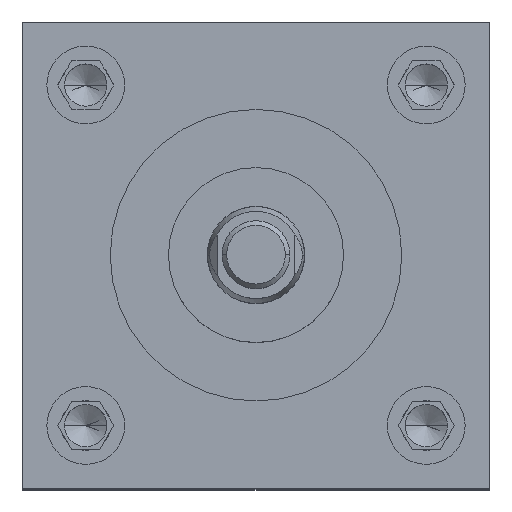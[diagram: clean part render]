
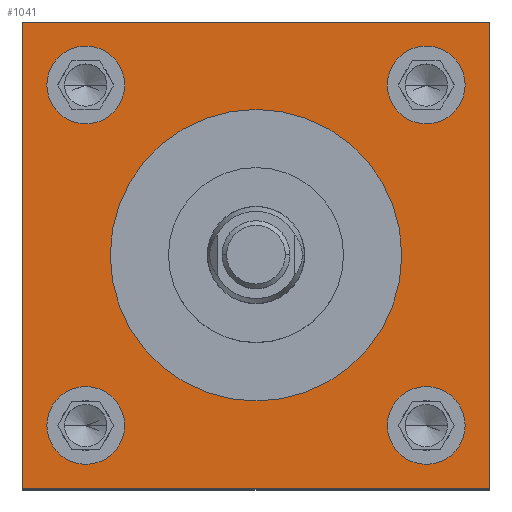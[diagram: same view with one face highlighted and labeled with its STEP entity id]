
A CAD part, top view. The second image highlights one B-rep face of the part: STEP entity #1041.
In plain terms, the highlighted planar face has unit normal (0, 0, 1).
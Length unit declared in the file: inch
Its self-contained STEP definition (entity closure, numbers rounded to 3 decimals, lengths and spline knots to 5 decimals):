
#26 = VERTEX_POINT ( 'NONE', #1345 ) ;
#137 = CARTESIAN_POINT ( 'NONE',  ( -1.5, -1.5, 5.75 ) ) ;
#156 = LINE ( 'NONE', #185, #4154 ) ;
#167 = FACE_BOUND ( 'NONE', #1520, .T. ) ;
#185 = CARTESIAN_POINT ( 'NONE',  ( -1.5, -1.5, 5.75 ) ) ;
#557 = LINE ( 'NONE', #4818, #3511 ) ;
#563 = ORIENTED_EDGE ( 'NONE', *, *, #704, .F. ) ;
#596 = CARTESIAN_POINT ( 'NONE',  ( -1.095, 1.095, 5.75 ) ) ;
#608 = VECTOR ( 'NONE', #3811, 39.37008 ) ;
#704 = EDGE_CURVE ( 'NONE', #6221, #6137, #2218, .T. ) ;
#708 = CARTESIAN_POINT ( 'NONE',  ( -0.845, 1.095, 5.75 ) ) ;
#739 = DIRECTION ( 'NONE',  ( 1., 0., 0. ) ) ;
#756 = CARTESIAN_POINT ( 'NONE',  ( 1.5, -1.5, 5.75 ) ) ;
#858 = EDGE_CURVE ( 'NONE', #26, #2911, #4468, .T. ) ;
#949 = AXIS2_PLACEMENT_3D ( 'NONE', #4952, #4465, #5391 ) ;
#996 = ORIENTED_EDGE ( 'NONE', *, *, #858, .F. ) ;
#1041 = ADVANCED_FACE ( 'NONE', ( #1648, #167, #5025, #5994, #4006, #4931 ), #3084, .F. ) ;
#1046 = CARTESIAN_POINT ( 'NONE',  ( -1.095, -1.095, 5.75 ) ) ;
#1052 = CARTESIAN_POINT ( 'NONE',  ( 1.345, 1.095, 5.75 ) ) ;
#1097 = CARTESIAN_POINT ( 'NONE',  ( -0.845, -1.095, 5.75 ) ) ;
#1170 = DIRECTION ( 'NONE',  ( 0., 0., 1. ) ) ;
#1247 = CARTESIAN_POINT ( 'NONE',  ( 1.095, 1.095, 5.75 ) ) ;
#1279 = AXIS2_PLACEMENT_3D ( 'NONE', #5029, #2685, #5094 ) ;
#1332 = EDGE_CURVE ( 'NONE', #3141, #4576, #4861, .T. ) ;
#1345 = CARTESIAN_POINT ( 'NONE',  ( 0.845, -1.095, 5.75 ) ) ;
#1520 = EDGE_LOOP ( 'NONE', ( #2984, #3383 ) ) ;
#1607 = DIRECTION ( 'NONE',  ( 0., -1., 0. ) ) ;
#1634 = ORIENTED_EDGE ( 'NONE', *, *, #2752, .F. ) ;
#1648 = FACE_BOUND ( 'NONE', #4312, .T. ) ;
#1658 = AXIS2_PLACEMENT_3D ( 'NONE', #6115, #4624, #1763 ) ;
#1687 = CARTESIAN_POINT ( 'NONE',  ( -1.5, -1.5, 5.75 ) ) ;
#1763 = DIRECTION ( 'NONE',  ( 1., 0., 0. ) ) ;
#1810 = ORIENTED_EDGE ( 'NONE', *, *, #3562, .F. ) ;
#1817 = CIRCLE ( 'NONE', #2026, 0.25 ) ;
#1865 = CARTESIAN_POINT ( 'NONE',  ( -1.5, 1.5, 5.75 ) ) ;
#1911 = VERTEX_POINT ( 'NONE', #1097 ) ;
#1971 = EDGE_CURVE ( 'NONE', #4838, #5002, #4140, .T. ) ;
#2005 = VERTEX_POINT ( 'NONE', #708 ) ;
#2026 = AXIS2_PLACEMENT_3D ( 'NONE', #3202, #5178, #4696 ) ;
#2028 = DIRECTION ( 'NONE',  ( 0., 0., -1. ) ) ;
#2076 = AXIS2_PLACEMENT_3D ( 'NONE', #2939, #3381, #4417 ) ;
#2103 = DIRECTION ( 'NONE',  ( 1., 0., 0. ) ) ;
#2144 = DIRECTION ( 'NONE',  ( 0., 0., 1. ) ) ;
#2218 = CIRCLE ( 'NONE', #3011, 0.9375 ) ;
#2230 = VERTEX_POINT ( 'NONE', #3917 ) ;
#2271 = CIRCLE ( 'NONE', #2076, 0.25 ) ;
#2479 = DIRECTION ( 'NONE',  ( 0., 1., 0. ) ) ;
#2545 = CARTESIAN_POINT ( 'NONE',  ( 1.095, 1.095, 5.75 ) ) ;
#2561 = CARTESIAN_POINT ( 'NONE',  ( -0.9375, 0., 5.75 ) ) ;
#2582 = DIRECTION ( 'NONE',  ( 1., 0., 0. ) ) ;
#2615 = EDGE_CURVE ( 'NONE', #1911, #5249, #4866, .T. ) ;
#2685 = DIRECTION ( 'NONE',  ( 0., 0., 1. ) ) ;
#2749 = CIRCLE ( 'NONE', #949, 0.9375 ) ;
#2752 = EDGE_CURVE ( 'NONE', #2230, #2005, #4011, .T. ) ;
#2838 = DIRECTION ( 'NONE',  ( 0., 0., 1. ) ) ;
#2911 = VERTEX_POINT ( 'NONE', #4177 ) ;
#2921 = EDGE_CURVE ( 'NONE', #5249, #1911, #1817, .T. ) ;
#2937 = AXIS2_PLACEMENT_3D ( 'NONE', #1046, #2838, #4349 ) ;
#2939 = CARTESIAN_POINT ( 'NONE',  ( 1.095, -1.095, 5.75 ) ) ;
#2946 = ORIENTED_EDGE ( 'NONE', *, *, #2615, .F. ) ;
#2958 = ORIENTED_EDGE ( 'NONE', *, *, #1971, .T. ) ;
#2984 = ORIENTED_EDGE ( 'NONE', *, *, #5609, .F. ) ;
#3011 = AXIS2_PLACEMENT_3D ( 'NONE', #5050, #1170, #2582 ) ;
#3084 = PLANE ( 'NONE',  #3964 ) ;
#3120 = CARTESIAN_POINT ( 'NONE',  ( -1.5, 1.5, 5.75 ) ) ;
#3141 = VERTEX_POINT ( 'NONE', #4034 ) ;
#3171 = EDGE_LOOP ( 'NONE', ( #2946, #5394 ) ) ;
#3202 = CARTESIAN_POINT ( 'NONE',  ( -1.095, -1.095, 5.75 ) ) ;
#3249 = EDGE_LOOP ( 'NONE', ( #4651, #1634 ) ) ;
#3381 = DIRECTION ( 'NONE',  ( 0., 0., 1. ) ) ;
#3383 = ORIENTED_EDGE ( 'NONE', *, *, #3509, .F. ) ;
#3509 = EDGE_CURVE ( 'NONE', #4711, #4797, #3895, .T. ) ;
#3511 = VECTOR ( 'NONE', #2479, 39.37008 ) ;
#3562 = EDGE_CURVE ( 'NONE', #6137, #6221, #2749, .T. ) ;
#3573 = EDGE_CURVE ( 'NONE', #4576, #4838, #156, .T. ) ;
#3686 = CARTESIAN_POINT ( 'NONE',  ( 0.9375, 0., 5.75 ) ) ;
#3811 = DIRECTION ( 'NONE',  ( -1., 0., 0. ) ) ;
#3895 = CIRCLE ( 'NONE', #6215, 0.25 ) ;
#3917 = CARTESIAN_POINT ( 'NONE',  ( -1.345, 1.095, 5.75 ) ) ;
#3964 = AXIS2_PLACEMENT_3D ( 'NONE', #4995, #2028, #5434 ) ;
#4006 = FACE_BOUND ( 'NONE', #4661, .T. ) ;
#4011 = CIRCLE ( 'NONE', #4515, 0.25 ) ;
#4034 = CARTESIAN_POINT ( 'NONE',  ( 1.5, 1.5, 5.75 ) ) ;
#4140 = LINE ( 'NONE', #1687, #5962 ) ;
#4154 = VECTOR ( 'NONE', #1607, 39.37008 ) ;
#4177 = CARTESIAN_POINT ( 'NONE',  ( 1.345, -1.095, 5.75 ) ) ;
#4219 = AXIS2_PLACEMENT_3D ( 'NONE', #1247, #4582, #2103 ) ;
#4277 = ORIENTED_EDGE ( 'NONE', *, *, #4383, .F. ) ;
#4312 = EDGE_LOOP ( 'NONE', ( #4277, #996 ) ) ;
#4349 = DIRECTION ( 'NONE',  ( 1., 0., 0. ) ) ;
#4383 = EDGE_CURVE ( 'NONE', #2911, #26, #2271, .T. ) ;
#4417 = DIRECTION ( 'NONE',  ( 1., 0., 0. ) ) ;
#4425 = CIRCLE ( 'NONE', #4219, 0.25 ) ;
#4429 = EDGE_LOOP ( 'NONE', ( #4827, #2958, #5068, #5028 ) ) ;
#4465 = DIRECTION ( 'NONE',  ( 0., 0., 1. ) ) ;
#4468 = CIRCLE ( 'NONE', #1658, 0.25 ) ;
#4496 = CARTESIAN_POINT ( 'NONE',  ( -1.345, -1.095, 5.75 ) ) ;
#4505 = EDGE_CURVE ( 'NONE', #2005, #2230, #6198, .T. ) ;
#4515 = AXIS2_PLACEMENT_3D ( 'NONE', #596, #2144, #5876 ) ;
#4576 = VERTEX_POINT ( 'NONE', #3120 ) ;
#4582 = DIRECTION ( 'NONE',  ( 0., 0., 1. ) ) ;
#4624 = DIRECTION ( 'NONE',  ( 0., 0., 1. ) ) ;
#4651 = ORIENTED_EDGE ( 'NONE', *, *, #4505, .F. ) ;
#4661 = EDGE_LOOP ( 'NONE', ( #563, #1810 ) ) ;
#4696 = DIRECTION ( 'NONE',  ( 1., 0., 0. ) ) ;
#4711 = VERTEX_POINT ( 'NONE', #4778 ) ;
#4778 = CARTESIAN_POINT ( 'NONE',  ( 0.845, 1.095, 5.75 ) ) ;
#4797 = VERTEX_POINT ( 'NONE', #1052 ) ;
#4818 = CARTESIAN_POINT ( 'NONE',  ( 1.5, -1.5, 5.75 ) ) ;
#4827 = ORIENTED_EDGE ( 'NONE', *, *, #3573, .T. ) ;
#4838 = VERTEX_POINT ( 'NONE', #137 ) ;
#4861 = LINE ( 'NONE', #1865, #608 ) ;
#4866 = CIRCLE ( 'NONE', #2937, 0.25 ) ;
#4931 = FACE_OUTER_BOUND ( 'NONE', #4429, .T. ) ;
#4952 = CARTESIAN_POINT ( 'NONE',  ( 0., 0., 5.75 ) ) ;
#4995 = CARTESIAN_POINT ( 'NONE',  ( -1.5, 1.5, 5.75 ) ) ;
#5002 = VERTEX_POINT ( 'NONE', #756 ) ;
#5025 = FACE_BOUND ( 'NONE', #3171, .T. ) ;
#5028 = ORIENTED_EDGE ( 'NONE', *, *, #1332, .T. ) ;
#5029 = CARTESIAN_POINT ( 'NONE',  ( -1.095, 1.095, 5.75 ) ) ;
#5050 = CARTESIAN_POINT ( 'NONE',  ( 0., 0., 5.75 ) ) ;
#5068 = ORIENTED_EDGE ( 'NONE', *, *, #5474, .T. ) ;
#5094 = DIRECTION ( 'NONE',  ( 1., 0., 0. ) ) ;
#5178 = DIRECTION ( 'NONE',  ( 0., 0., 1. ) ) ;
#5249 = VERTEX_POINT ( 'NONE', #4496 ) ;
#5391 = DIRECTION ( 'NONE',  ( 1., 0., 0. ) ) ;
#5394 = ORIENTED_EDGE ( 'NONE', *, *, #2921, .F. ) ;
#5422 = DIRECTION ( 'NONE',  ( 0., 0., 1. ) ) ;
#5434 = DIRECTION ( 'NONE',  ( -1., 0., 0. ) ) ;
#5474 = EDGE_CURVE ( 'NONE', #5002, #3141, #557, .T. ) ;
#5609 = EDGE_CURVE ( 'NONE', #4797, #4711, #4425, .T. ) ;
#5872 = DIRECTION ( 'NONE',  ( 1., 0., 0. ) ) ;
#5876 = DIRECTION ( 'NONE',  ( 1., 0., 0. ) ) ;
#5962 = VECTOR ( 'NONE', #739, 39.37008 ) ;
#5994 = FACE_BOUND ( 'NONE', #3249, .T. ) ;
#6115 = CARTESIAN_POINT ( 'NONE',  ( 1.095, -1.095, 5.75 ) ) ;
#6137 = VERTEX_POINT ( 'NONE', #2561 ) ;
#6198 = CIRCLE ( 'NONE', #1279, 0.25 ) ;
#6215 = AXIS2_PLACEMENT_3D ( 'NONE', #2545, #5422, #5872 ) ;
#6221 = VERTEX_POINT ( 'NONE', #3686 ) ;
